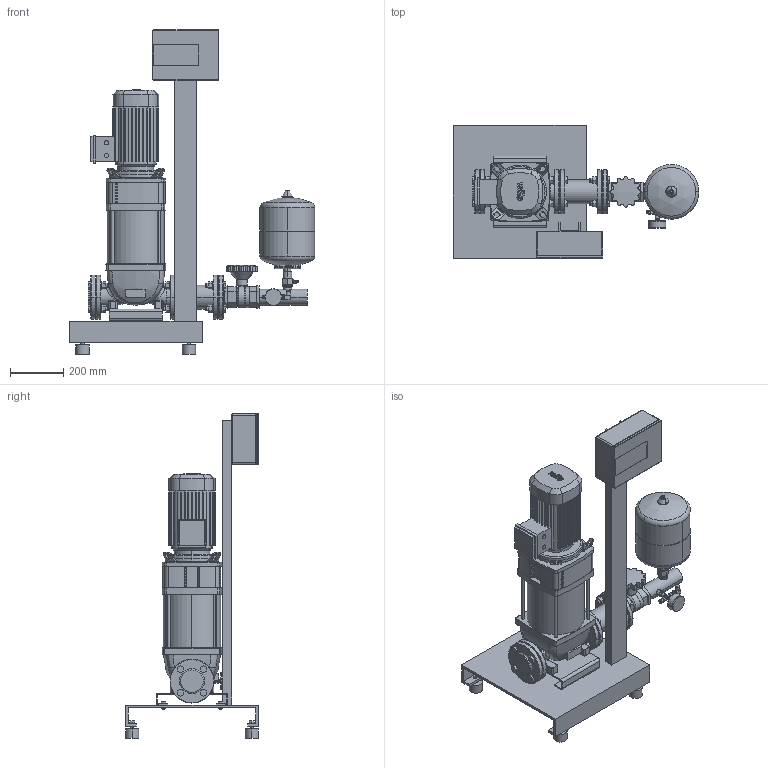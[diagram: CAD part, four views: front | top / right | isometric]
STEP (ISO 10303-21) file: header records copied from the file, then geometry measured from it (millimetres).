
FILE_DESCRIPTION((''),'2;1');
FILE_NAME('3d_CO-1HelixV2202_K_CE+-2530173.stp','2016-01-25T11:56:18',(''),(''),'Mechanical Desktop 2009','Mechanical Desktop 2009',', , ');
FILE_SCHEMA(('CONFIG_CONTROL_DESIGN'));
Length unit declared in the file: millimetre
Products named in the file (1): Product
Bounding box: 923 x 500 x 1220 mm (x, y, z)
Volume: 47648601.4 mm3; surface area: 3760675 mm2
Topology: 58 solids, 58 shells, 1926 faces, 4772 edges, 3088 vertices
Faces by surface type: plane 705, cylinder 503, bspline 499, cone 110, torus 106, sphere 3
Entity records: 66561 total; most frequent: CARTESIAN_POINT 20934, ORIENTED_EDGE 9544, DIRECTION 9188, EDGE_CURVE 4772, AXIS2_PLACEMENT_3D 3248, VERTEX_POINT 3088, VECTOR 2692, LINE 2692
